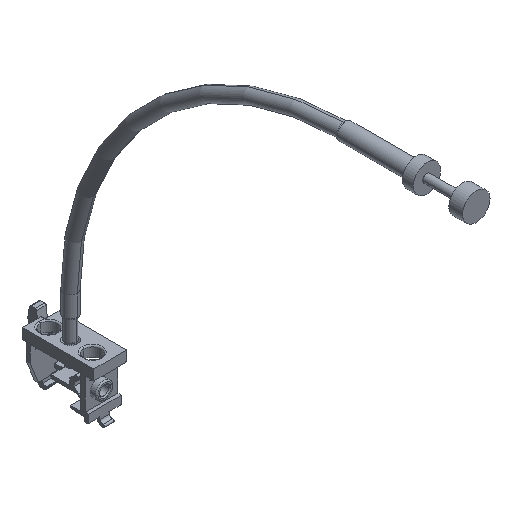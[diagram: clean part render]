
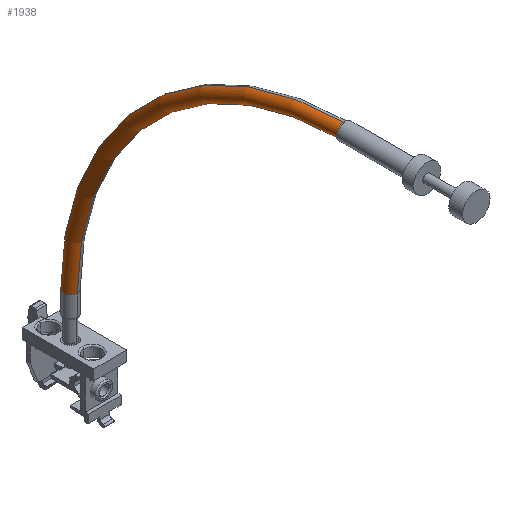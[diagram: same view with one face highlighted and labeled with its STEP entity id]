
A CAD part, isometric view. The second image highlights one B-rep face of the part: STEP entity #1938.
In plain terms, the highlighted toroidal (fillet/blend) face has major radius 100 mm and minor radius 2.5 mm.
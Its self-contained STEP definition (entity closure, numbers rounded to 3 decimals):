
#1938=ADVANCED_FACE('',(#3462),#3463,.T.);
#1940=VERTEX_POINT('',#3465);
#1942=VERTEX_POINT('',#3467);
#1944=EDGE_CURVE('',#1940,#1942,#3469,.T.);
#1946=VERTEX_POINT('',#3471);
#1950=VERTEX_POINT('',#3475);
#1952=EDGE_CURVE('',#1950,#1946,#3477,.T.);
#1966=EDGE_CURVE('',#1950,#1942,#3491,.T.);
#2066=VERTEX_POINT('',#3591);
#2068=EDGE_CURVE('',#2066,#1946,#3593,.T.);
#2070=EDGE_CURVE('',#1940,#2066,#3595,.T.);
#3462=FACE_OUTER_BOUND('',#5449,.T.);
#3463=TOROIDAL_SURFACE('',#5450,100.0,2.5);
#3465=CARTESIAN_POINT('',(5.0,48.0,141.515));
#3467=CARTESIAN_POINT('',(5.0,150.5,39.015));
#3469=CIRCLE('',#5457,102.5);
#3471=CARTESIAN_POINT('',(5.0,48.0,136.515));
#3475=CARTESIAN_POINT('',(5.0,145.5,39.015));
#3477=CIRCLE('',#5467,97.5);
#3491=CIRCLE('',#5488,2.5);
#3591=CARTESIAN_POINT('',(2.5,48.0,139.015));
#3593=CIRCLE('',#5628,2.5);
#3595=CIRCLE('',#5631,2.5);
#5449=EDGE_LOOP('',(#7276,#7277,#7278,#7279,#7280));
#5450=AXIS2_PLACEMENT_3D('',#7281,#7282,#7283);
#5457=AXIS2_PLACEMENT_3D('',#7284,#7285,#7286);
#5467=AXIS2_PLACEMENT_3D('',#7290,#7291,#7292);
#5488=AXIS2_PLACEMENT_3D('',#7301,#7302,#7303);
#5628=AXIS2_PLACEMENT_3D('',#7355,#7356,#7357);
#5631=AXIS2_PLACEMENT_3D('',#7358,#7359,#7360);
#7276=ORIENTED_EDGE('',*,*,#1944,.T.);
#7277=ORIENTED_EDGE('',*,*,#1966,.F.);
#7278=ORIENTED_EDGE('',*,*,#1952,.T.);
#7279=ORIENTED_EDGE('',*,*,#2068,.F.);
#7280=ORIENTED_EDGE('',*,*,#2070,.F.);
#7281=CARTESIAN_POINT('',(5.0,48.0,39.015));
#7282=DIRECTION('',(-1.0,0.0,0.0));
#7283=DIRECTION('',(0.0,0.0,1.0));
#7284=CARTESIAN_POINT('',(5.0,48.0,39.015));
#7285=DIRECTION('',(-1.0,0.0,0.0));
#7286=DIRECTION('',(0.0,1.0,0.0));
#7290=CARTESIAN_POINT('',(5.0,48.0,39.015));
#7291=DIRECTION('',(1.0,0.0,0.0));
#7292=DIRECTION('',(0.0,1.0,0.0));
#7301=CARTESIAN_POINT('',(5.0,148.0,39.015));
#7302=DIRECTION('',(0.0,0.0,-1.0));
#7303=DIRECTION('',(0.0,1.0,0.0));
#7355=CARTESIAN_POINT('',(5.0,48.0,139.015));
#7356=DIRECTION('',(0.0,-1.0,0.0));
#7357=DIRECTION('',(0.0,0.0,1.0));
#7358=CARTESIAN_POINT('',(5.0,48.0,139.015));
#7359=DIRECTION('',(0.0,-1.0,0.0));
#7360=DIRECTION('',(0.0,0.0,1.0));
